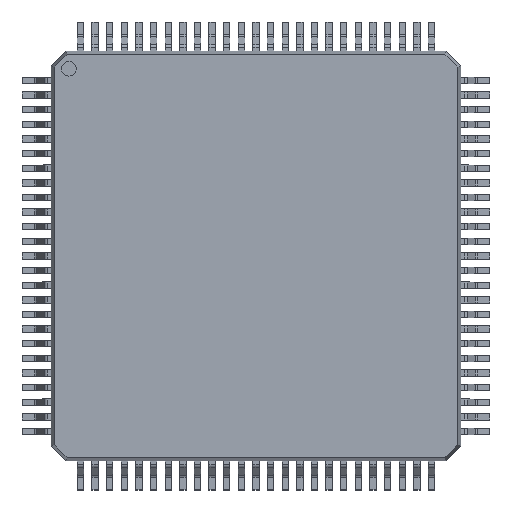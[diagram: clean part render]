
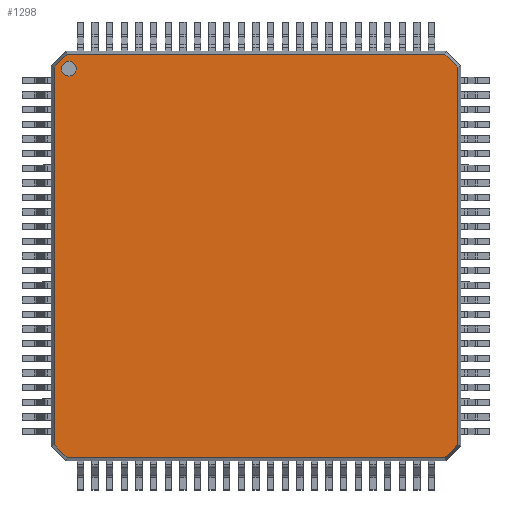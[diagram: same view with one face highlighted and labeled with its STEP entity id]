
A CAD part, top view. The second image highlights one B-rep face of the part: STEP entity #1298.
In plain terms, the highlighted planar face has unit normal (0, 0, 1).
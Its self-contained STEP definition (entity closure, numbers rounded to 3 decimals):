
#1298 = ADVANCED_FACE ( 'NONE', ( #30513, #1445 ), #14136, .T. ) ;
#1445 = FACE_BOUND ( 'NONE', #23030, .T. ) ;
#2417 = CARTESIAN_POINT ( 'NONE',  ( -6.679, 6.679, 1.6 ) ) ;
#2574 = VERTEX_POINT ( 'NONE', #39708 ) ;
#4001 = DIRECTION ( 'NONE',  ( 1., 0., 0. ) ) ;
#4638 = DIRECTION ( 'NONE',  ( 0., -1., 0. ) ) ;
#4708 = CIRCLE ( 'NONE', #14330, 0.25 ) ;
#5013 = ORIENTED_EDGE ( 'NONE', *, *, #38180, .F. ) ;
#5483 = VECTOR ( 'NONE', #14100, 1000. ) ;
#5534 = CARTESIAN_POINT ( 'NONE',  ( -6.4, 6.4, 1.6 ) ) ;
#5614 = EDGE_CURVE ( 'NONE', #37760, #41647, #21418, .T. ) ;
#5631 = ORIENTED_EDGE ( 'NONE', *, *, #5614, .F. ) ;
#6209 = LINE ( 'NONE', #26433, #24052 ) ;
#6514 = AXIS2_PLACEMENT_3D ( 'NONE', #5534, #18654, #34115 ) ;
#7795 = EDGE_CURVE ( 'NONE', #19003, #14212, #4708, .T. ) ;
#7800 = VERTEX_POINT ( 'NONE', #13904 ) ;
#8026 = ORIENTED_EDGE ( 'NONE', *, *, #7795, .T. ) ;
#8334 = CARTESIAN_POINT ( 'NONE',  ( -6.9, 6.459, 1.6 ) ) ;
#8575 = CIRCLE ( 'NONE', #6514, 0.25 ) ;
#8685 = CARTESIAN_POINT ( 'NONE',  ( 0., -6.9, 1.6 ) ) ;
#8978 = CARTESIAN_POINT ( 'NONE',  ( -6.679, -6.679, 1.6 ) ) ;
#9342 = DIRECTION ( 'NONE',  ( 1., 0., 0. ) ) ;
#9499 = EDGE_CURVE ( 'NONE', #41812, #7800, #31505, .T. ) ;
#10473 = VERTEX_POINT ( 'NONE', #24448 ) ;
#10663 = EDGE_CURVE ( 'NONE', #7800, #32186, #15376, .T. ) ;
#11267 = DIRECTION ( 'NONE',  ( 0.707, 0.707, 0. ) ) ;
#12214 = CARTESIAN_POINT ( 'NONE',  ( 6.459, 6.9, 1.6 ) ) ;
#12324 = VECTOR ( 'NONE', #34447, 1000. ) ;
#13904 = CARTESIAN_POINT ( 'NONE',  ( -6.459, 6.9, 1.6 ) ) ;
#13923 = DIRECTION ( 'NONE',  ( 0., 0., 1. ) ) ;
#14100 = DIRECTION ( 'NONE',  ( 0.707, -0.707, 0. ) ) ;
#14136 = PLANE ( 'NONE',  #17976 ) ;
#14212 = VERTEX_POINT ( 'NONE', #33933 ) ;
#14330 = AXIS2_PLACEMENT_3D ( 'NONE', #26620, #33937, #4001 ) ;
#14457 = VERTEX_POINT ( 'NONE', #16438 ) ;
#14762 = VECTOR ( 'NONE', #38279, 1000. ) ;
#15376 = LINE ( 'NONE', #25084, #19084 ) ;
#16438 = CARTESIAN_POINT ( 'NONE',  ( -6.9, -6.459, 1.6 ) ) ;
#16695 = CARTESIAN_POINT ( 'NONE',  ( 6.679, 6.679, 1.6 ) ) ;
#17595 = CARTESIAN_POINT ( 'NONE',  ( 6.9, -6.459, 1.6 ) ) ;
#17650 = ORIENTED_EDGE ( 'NONE', *, *, #37903, .F. ) ;
#17891 = EDGE_CURVE ( 'NONE', #2574, #14457, #21672, .T. ) ;
#17915 = EDGE_CURVE ( 'NONE', #14212, #19003, #8575, .T. ) ;
#17976 = AXIS2_PLACEMENT_3D ( 'NONE', #36976, #13923, #34173 ) ;
#18063 = CARTESIAN_POINT ( 'NONE',  ( 6.679, -6.679, 1.6 ) ) ;
#18508 = ORIENTED_EDGE ( 'NONE', *, *, #17915, .T. ) ;
#18654 = DIRECTION ( 'NONE',  ( 0., 0., -1. ) ) ;
#19003 = VERTEX_POINT ( 'NONE', #35651 ) ;
#19084 = VECTOR ( 'NONE', #9342, 1000. ) ;
#19327 = DIRECTION ( 'NONE',  ( 0., 1., 0. ) ) ;
#21418 = LINE ( 'NONE', #41238, #23886 ) ;
#21672 = LINE ( 'NONE', #8978, #14762 ) ;
#21810 = DIRECTION ( 'NONE',  ( -1., 0., 0. ) ) ;
#22814 = ORIENTED_EDGE ( 'NONE', *, *, #22820, .F. ) ;
#22820 = EDGE_CURVE ( 'NONE', #32186, #37760, #33068, .T. ) ;
#23030 = EDGE_LOOP ( 'NONE', ( #18508, #8026 ) ) ;
#23886 = VECTOR ( 'NONE', #4638, 1000. ) ;
#24052 = VECTOR ( 'NONE', #19327, 1000. ) ;
#24113 = LINE ( 'NONE', #18063, #12324 ) ;
#24167 = VECTOR ( 'NONE', #21810, 1000. ) ;
#24448 = CARTESIAN_POINT ( 'NONE',  ( 6.459, -6.9, 1.6 ) ) ;
#25055 = LINE ( 'NONE', #8685, #24167 ) ;
#25084 = CARTESIAN_POINT ( 'NONE',  ( 0., 6.9, 1.6 ) ) ;
#25228 = EDGE_LOOP ( 'NONE', ( #29147, #31991, #5013, #34806, #41174, #17650, #5631, #22814 ) ) ;
#25274 = EDGE_CURVE ( 'NONE', #10473, #2574, #25055, .T. ) ;
#26433 = CARTESIAN_POINT ( 'NONE',  ( -6.9, 0., 1.6 ) ) ;
#26620 = CARTESIAN_POINT ( 'NONE',  ( -6.4, 6.4, 1.6 ) ) ;
#29147 = ORIENTED_EDGE ( 'NONE', *, *, #10663, .F. ) ;
#30513 = FACE_OUTER_BOUND ( 'NONE', #25228, .T. ) ;
#31505 = LINE ( 'NONE', #2417, #40629 ) ;
#31991 = ORIENTED_EDGE ( 'NONE', *, *, #9499, .F. ) ;
#32186 = VERTEX_POINT ( 'NONE', #12214 ) ;
#33068 = LINE ( 'NONE', #16695, #5483 ) ;
#33933 = CARTESIAN_POINT ( 'NONE',  ( -6.15, 6.4, 1.6 ) ) ;
#33937 = DIRECTION ( 'NONE',  ( 0., 0., -1. ) ) ;
#34115 = DIRECTION ( 'NONE',  ( 1., 0., 0. ) ) ;
#34173 = DIRECTION ( 'NONE',  ( 1., 0., 0. ) ) ;
#34447 = DIRECTION ( 'NONE',  ( -0.707, -0.707, 0. ) ) ;
#34806 = ORIENTED_EDGE ( 'NONE', *, *, #17891, .F. ) ;
#35651 = CARTESIAN_POINT ( 'NONE',  ( -6.65, 6.4, 1.6 ) ) ;
#36610 = CARTESIAN_POINT ( 'NONE',  ( 6.9, 6.459, 1.6 ) ) ;
#36976 = CARTESIAN_POINT ( 'NONE',  ( 0., 0., 1.6 ) ) ;
#37760 = VERTEX_POINT ( 'NONE', #36610 ) ;
#37903 = EDGE_CURVE ( 'NONE', #41647, #10473, #24113, .T. ) ;
#38180 = EDGE_CURVE ( 'NONE', #14457, #41812, #6209, .T. ) ;
#38279 = DIRECTION ( 'NONE',  ( -0.707, 0.707, 0. ) ) ;
#39708 = CARTESIAN_POINT ( 'NONE',  ( -6.459, -6.9, 1.6 ) ) ;
#40629 = VECTOR ( 'NONE', #11267, 1000. ) ;
#41174 = ORIENTED_EDGE ( 'NONE', *, *, #25274, .F. ) ;
#41238 = CARTESIAN_POINT ( 'NONE',  ( 6.9, 0., 1.6 ) ) ;
#41647 = VERTEX_POINT ( 'NONE', #17595 ) ;
#41812 = VERTEX_POINT ( 'NONE', #8334 ) ;
